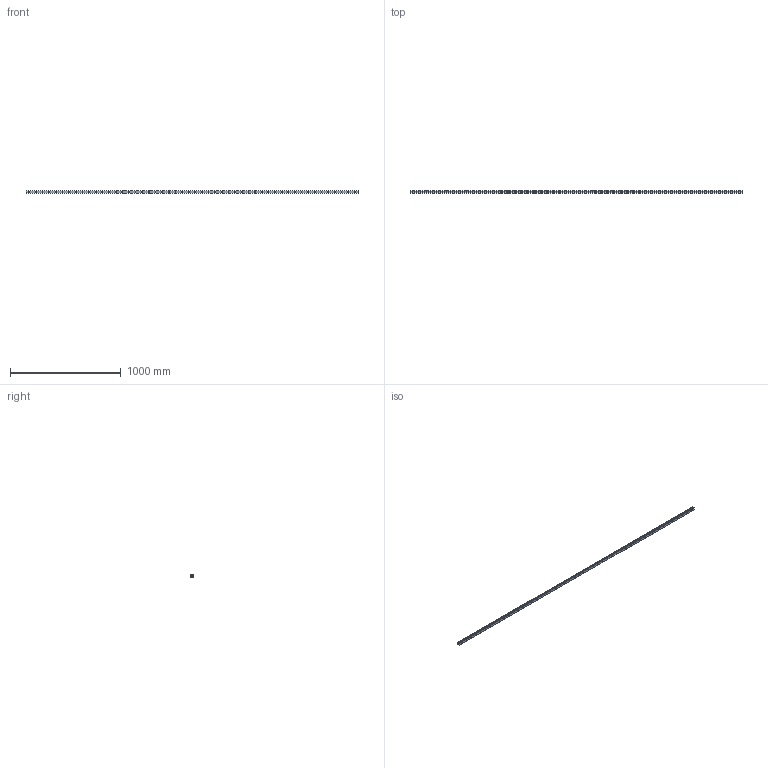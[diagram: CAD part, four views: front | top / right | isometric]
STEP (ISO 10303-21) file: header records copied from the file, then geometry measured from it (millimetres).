
FILE_DESCRIPTION(('CATIA V5 STEP Exchange'),'2;1');
FILE_NAME('HSV25_RAIL_3000L.stp','2015-11-25T06:38:49+00:00',('none'),('none'),'Version 5-6 Release 2012','CATIA V5 STEP AP203','none');
FILE_SCHEMA(('CONFIG_CONTROL_DESIGN'));
Length unit declared in the file: millimetre
Products named in the file (1): HSV25_RAIL_3000L
Bounding box: 3000 x 22 x 23 mm (x, y, z)
Volume: 1245899.7 mm3; surface area: 303259.3 mm2
Topology: 1 solids, 1 shells, 276 faces, 672 edges, 601 vertices
Faces by surface type: cylinder 204, plane 72
Entity records: 7562 total; most frequent: CARTESIAN_POINT 1400, ORIENTED_EDGE 1344, DIRECTION 924, EDGE_CURVE 672, AXIS2_PLACEMENT_3D 535, VERTEX_POINT 448, EDGE_LOOP 426, CIRCLE 408
